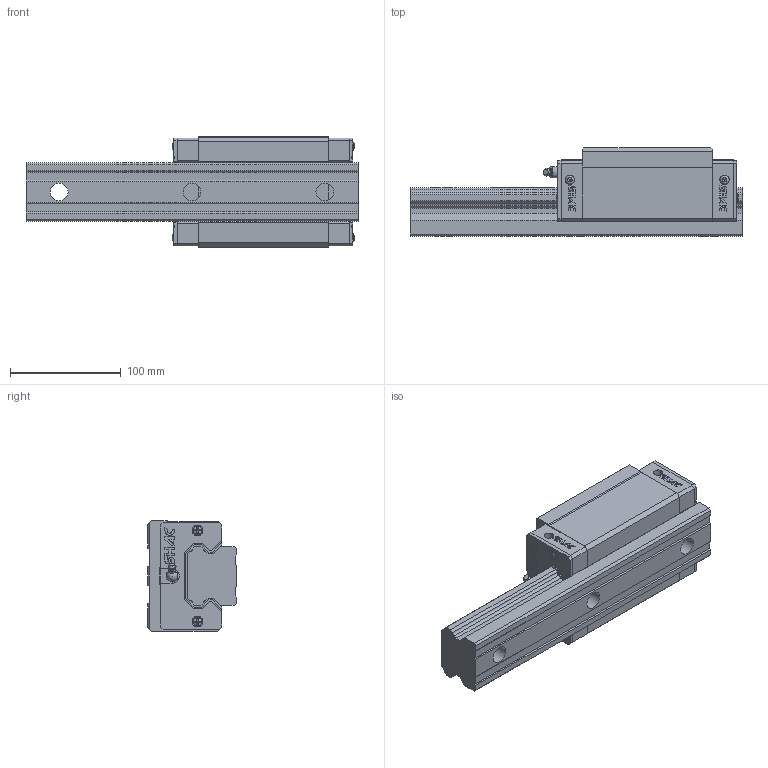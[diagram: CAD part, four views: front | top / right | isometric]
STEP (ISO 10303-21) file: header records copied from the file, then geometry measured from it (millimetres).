
FILE_DESCRIPTION(/* description */ ('STEP AP214'),/* implementation_level */ '2;1');
FILE_NAME(/* name */ 'GHH55CA1R300Z0H-30_30(1_1)',/* time_stamp */ '2025-09-18T09:57:15+02:00',/* author */ ('License CC BY-ND 4.0'),/* organization */ ('CADENAS'),/* preprocessor_version */ 'ST-DEVELOPER v19.3',/* originating_system */ 'PARTsolutions',/* authorisation */ ' ');
FILE_SCHEMA (('AUTOMOTIVE_DESIGN {1 0 10303 214 3 1 1}'));
Length unit declared in the file: millimetre
Products named in the file (8): GHH55CA1R300Z0H-30/30(1_1); GHR55R300H+RC-30/30(1)_RAIL; GHH55CA_SLIDER; GHH55CA_C; GHH55CA_P; GH55_SCREW; GH55_BOLT; GH55-_G
Assembly tree (12 placements, depth 2):
  GHH55CA1R300Z0H-30/30(1_1)
    GHR55R300H+RC-30/30(1)_RAIL
    GHH55CA_SLIDER
    GHH55CA_C  x2
    GHH55CA_P  x2
    GH55_SCREW  x4
    GH55_BOLT
    GH55-_G
Bounding box: 300 x 80 x 100 mm (x, y, z)
Volume: 1369363.8 mm3; surface area: 180643.9 mm2
Topology: 12 solids, 12 shells, 781 faces, 2074 edges, 1368 vertices
Faces by surface type: plane 634, cylinder 106, cone 26, torus 10, sphere 5
Full cylindrical faces by diameter (mm): 1 x4, 4.5 x1, 4.7 x4, 7.35 x2, 7.76 x4, 8.4 x4, 9.7 x4, 10 x2, 10.106 x4, 10.3 x2, 16 x3, 23 x3
Entity records: 14530 total; most frequent: CARTESIAN_POINT 2604, ORIENTED_EDGE 2402, DIRECTION 2333, EDGE_CURVE 1201, LINE 987, VECTOR 987, VERTEX_POINT 818, AXIS2_PLACEMENT_3D 673
